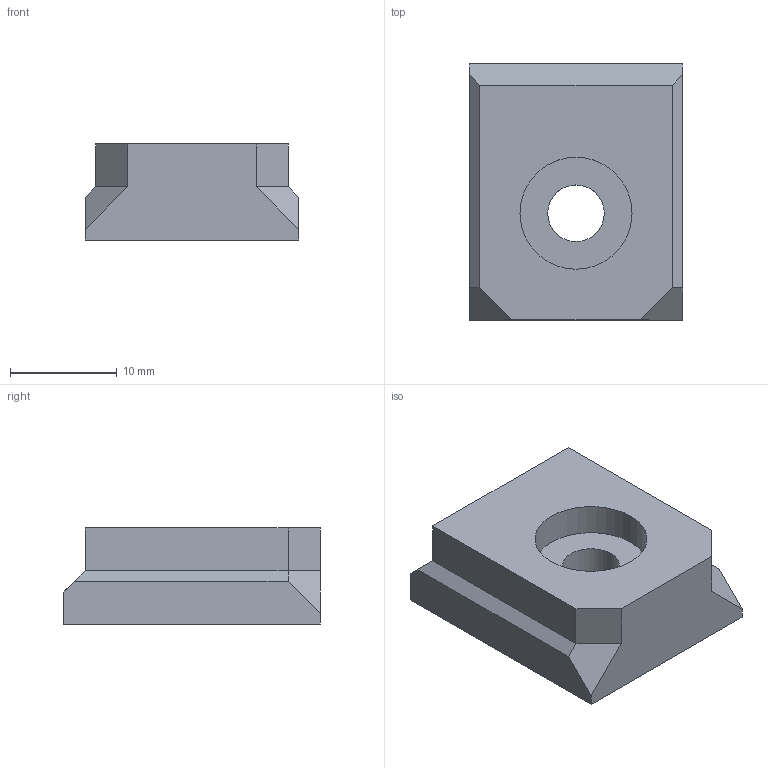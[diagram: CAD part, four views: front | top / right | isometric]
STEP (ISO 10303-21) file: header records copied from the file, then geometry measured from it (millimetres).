
FILE_DESCRIPTION(/* description */ (''),/* implementation_level */ '2;1');
FILE_NAME(/* name */ 'foot.step',/* time_stamp */ '2017-11-09T14:49:40+01:00',/* author */ ('gregsaun'),/* organization */ (''),/* preprocessor_version */ 'ST-DEVELOPER v16.13',/* originating_system */ 'Autodesk Translation Framework v6.5.0.72',/* authorisation */ '');
FILE_SCHEMA (('AUTOMOTIVE_DESIGN { 1 0 10303 214 3 1 1 }'));
Length unit declared in the file: millimetre
Products named in the file (1): foot
Bounding box: 20 x 24 x 9 mm (x, y, z)
Volume: 3474.7 mm3; surface area: 1807.6 mm2
Topology: 1 solids, 3 shells, 31 faces, 68 edges, 44 vertices
Faces by surface type: plane 29, cylinder 2
Full cylindrical faces by diameter (mm): 5.3 x1, 10.5 x1
Entity records: 874 total; most frequent: CARTESIAN_POINT 144, ORIENTED_EDGE 136, DIRECTION 136, EDGE_CURVE 68, LINE 64, VECTOR 64, VERTEX_POINT 44, AXIS2_PLACEMENT_3D 36
